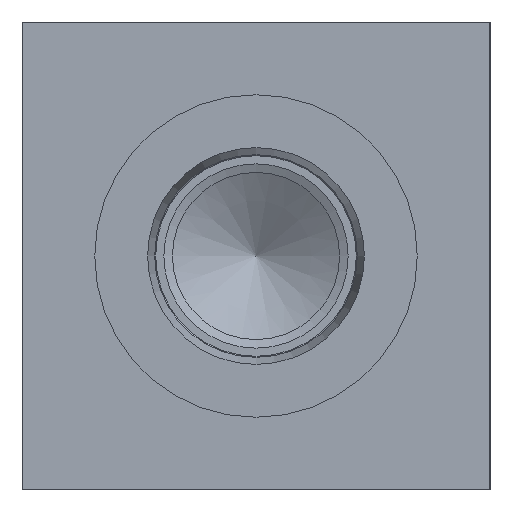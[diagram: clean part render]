
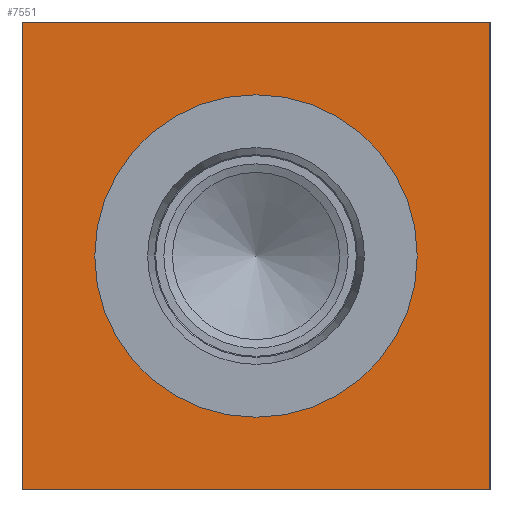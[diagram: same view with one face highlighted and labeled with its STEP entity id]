
A CAD part, left-side view. The second image highlights one B-rep face of the part: STEP entity #7551.
In plain terms, the highlighted planar face has unit normal (-1, 0, 0).
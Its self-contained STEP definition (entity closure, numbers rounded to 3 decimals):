
#174=CIRCLE('',#7932,15.316);
#175=CIRCLE('',#7933,15.316);
#227=FACE_BOUND('',#1256,.T.);
#440=PLANE('',#7946);
#826=FACE_OUTER_BOUND('',#1255,.T.);
#1255=EDGE_LOOP('',(#6705,#6706,#6707,#6708));
#1256=EDGE_LOOP('',(#6709,#6710));
#1518=LINE('',#11853,#2206);
#1949=LINE('',#13115,#2637);
#1950=LINE('',#13116,#2638);
#1951=LINE('',#13117,#2639);
#2206=VECTOR('',#8313,10.);
#2637=VECTOR('',#9386,10.);
#2638=VECTOR('',#9387,10.);
#2639=VECTOR('',#9388,10.);
#3205=VERTEX_POINT('',#11846);
#3208=VERTEX_POINT('',#11851);
#3579=VERTEX_POINT('',#13084);
#3580=VERTEX_POINT('',#13085);
#3589=VERTEX_POINT('',#13113);
#3590=VERTEX_POINT('',#13114);
#4070=EDGE_CURVE('',#3208,#3205,#1518,.T.);
#4620=EDGE_CURVE('',#3579,#3580,#174,.T.);
#4621=EDGE_CURVE('',#3580,#3579,#175,.T.);
#4634=EDGE_CURVE('',#3589,#3590,#1949,.T.);
#4635=EDGE_CURVE('',#3590,#3205,#1950,.T.);
#4636=EDGE_CURVE('',#3589,#3208,#1951,.T.);
#6705=ORIENTED_EDGE('',*,*,#4634,.T.);
#6706=ORIENTED_EDGE('',*,*,#4635,.T.);
#6707=ORIENTED_EDGE('',*,*,#4070,.F.);
#6708=ORIENTED_EDGE('',*,*,#4636,.F.);
#6709=ORIENTED_EDGE('',*,*,#4620,.T.);
#6710=ORIENTED_EDGE('',*,*,#4621,.T.);
#7551=ADVANCED_FACE('',(#826,#227),#440,.T.);
#7932=AXIS2_PLACEMENT_3D('',#13086,#9352,#9353);
#7933=AXIS2_PLACEMENT_3D('',#13087,#9354,#9355);
#7946=AXIS2_PLACEMENT_3D('',#13112,#9384,#9385);
#8313=DIRECTION('',(0.,-1.,0.));
#9352=DIRECTION('center_axis',(1.,0.,0.));
#9353=DIRECTION('ref_axis',(0.,0.,1.));
#9354=DIRECTION('center_axis',(1.,0.,0.));
#9355=DIRECTION('ref_axis',(0.,0.,1.));
#9384=DIRECTION('center_axis',(-1.,0.,0.));
#9385=DIRECTION('ref_axis',(0.,-1.,0.));
#9386=DIRECTION('',(0.,-1.,0.));
#9387=DIRECTION('',(0.,0.,1.));
#9388=DIRECTION('',(0.,0.,1.));
#11846=CARTESIAN_POINT('',(0.,0.,44.45));
#11851=CARTESIAN_POINT('',(0.,44.45,44.45));
#11853=CARTESIAN_POINT('',(0.,44.45,44.45));
#13084=CARTESIAN_POINT('',(0.,22.225,37.541));
#13085=CARTESIAN_POINT('',(0.,22.225,6.909));
#13086=CARTESIAN_POINT('Origin',(0.,22.225,22.225));
#13087=CARTESIAN_POINT('Origin',(0.,22.225,22.225));
#13112=CARTESIAN_POINT('Origin',(0.,44.45,0.));
#13113=CARTESIAN_POINT('',(0.,44.45,0.));
#13114=CARTESIAN_POINT('',(0.,0.,0.));
#13115=CARTESIAN_POINT('',(0.,44.45,0.));
#13116=CARTESIAN_POINT('',(0.,0.,0.));
#13117=CARTESIAN_POINT('',(0.,44.45,0.));
